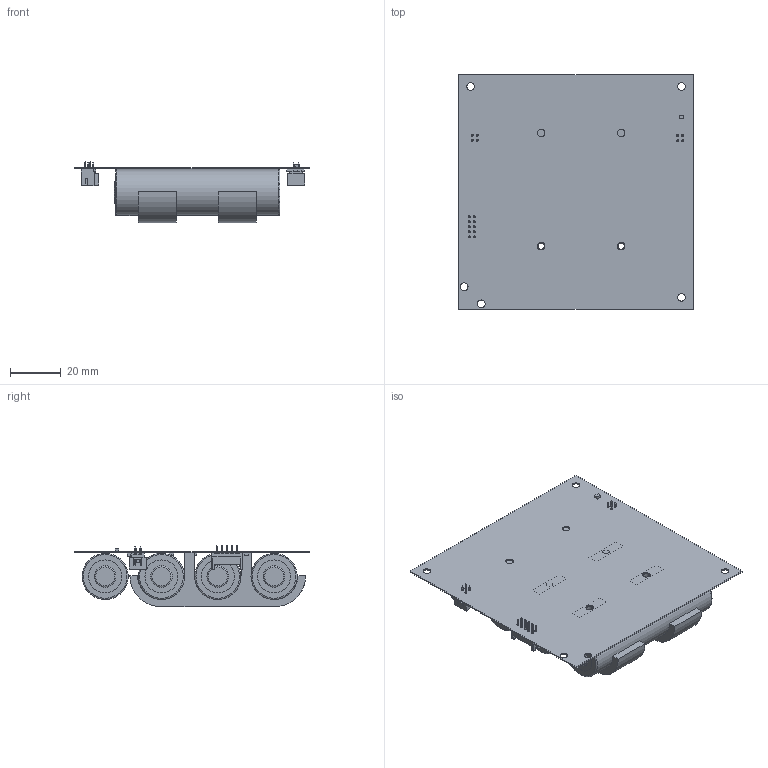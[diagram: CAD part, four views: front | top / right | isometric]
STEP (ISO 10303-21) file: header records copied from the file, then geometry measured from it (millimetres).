
FILE_DESCRIPTION(('Open CASCADE Model'),'2;1');
FILE_NAME('Open CASCADE Shape Model','2019-04-16T13:40:33',('Author'),( 'Open CASCADE'),'Open CASCADE STEP processor 6.8','Open CASCADE 6.8' ,'Unknown');
FILE_SCHEMA(('AUTOMOTIVE_DESIGN { 1 0 10303 214 1 1 1 1 }'));
Length unit declared in the file: millimetre
Products named in the file (43): PCB; Board; R58; 5830380032; Extruded; R57; BAT; 878310441; Open CASCADE STEP translator 6.8 2.4.1.1; Open CASCADE STEP translator 6.8 2.4.1.2; HEAT2; 5830379840; D6_1; 5830379648; R25; HEAT1; R49; 5830379456; Heaters; BATPACK; User_Library-Hirose_-_DF11-10DP-2DSA(24)_(Shrouded_Header_2mm,_10_Pin); U6_1; 5830379264; R59_1; R60_1; Designator7; User_Library-18650_battery; Battery_Bracket_Double; Q7; 5830378880; C60; 5830379072; U7; R60; R59; C55; U6
Assembly tree (57 placements, depth 4):
  PCB
    Board
    R58
      5830380032
        Extruded
    R57
      5830380032
        Extruded
    BAT
      878310441
        Open CASCADE STEP translator 6.8 2.4.1.1
        Open CASCADE STEP translator 6.8 2.4.1.2
    HEAT2
      5830379840
        Extruded
    D6_1
      5830379648
        Extruded
    R25
      5830380032
        Extruded
    HEAT1
      5830379840
        Extruded
    R49
      5830379456
        Extruded
    Heaters
      878310441
        Open CASCADE STEP translator 6.8 2.4.1.1
        Open CASCADE STEP translator 6.8 2.4.1.2
    BATPACK
      User_Library-Hirose_-_DF11-10DP-2DSA(24)_(Shrouded_Header_2mm,_10_Pin)
    U6_1
      5830379264
        Extruded
    R59_1
      5830379456
        Extruded
    R60_1
      5830379456
        Extruded
    Designator7
      User_Library-18650_battery  x4
      Battery_Bracket_Double  x2
    Q7
      5830378880
        Extruded
    C60
      5830379072
        Extruded
    U7
      5830379264
        Extruded
    R60
      5830379456
        Extruded
    R59
      5830379456
        Extruded
Bounding box: 92.46 x 92.46 x 24.2 mm (x, y, z)
Volume: 85014.1 mm3; surface area: 44668.7 mm2
Topology: 37 solids, 37 shells, 774 faces, 1875 edges, 1213 vertices
Faces by surface type: plane 689, cylinder 73, torus 12
Full cylindrical faces by diameter (mm): 0.8 x18, 3 x9, 8.5 x4, 13 x8, 18.2 x4
Entity records: 15927 total; most frequent: CARTESIAN_POINT 2656, ORIENTED_EDGE 2502, DIRECTION 2501, EDGE_CURVE 1251, LINE 1137, VECTOR 1137, VERTEX_POINT 792, AXIS2_PLACEMENT_3D 682
